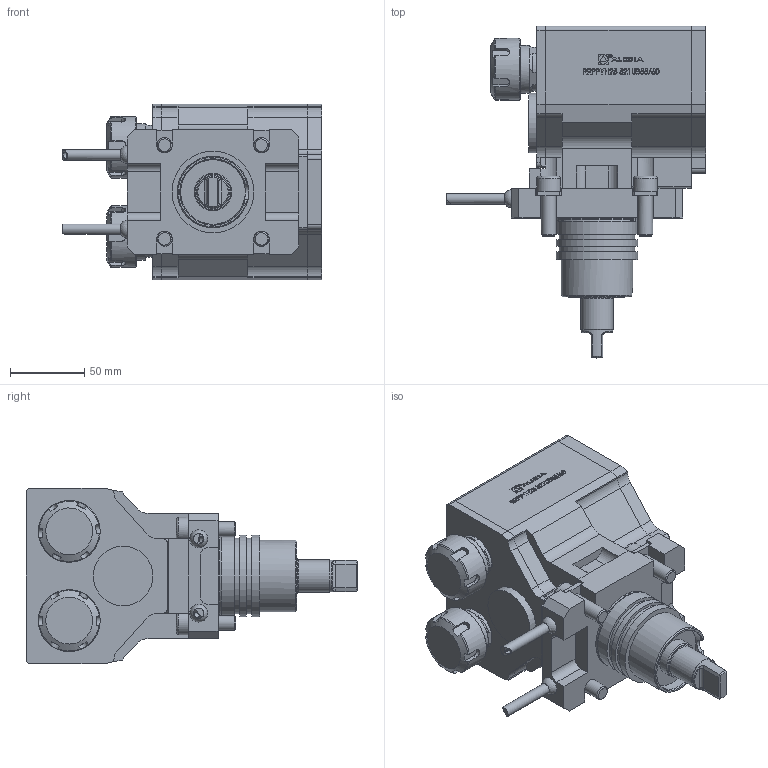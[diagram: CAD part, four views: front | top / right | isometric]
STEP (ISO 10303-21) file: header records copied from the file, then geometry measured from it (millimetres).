
FILE_DESCRIPTION (( 'STEP AP214' ), '1' );
FILE_NAME ('RRPPYH25521UB5560.STEP', '2025-07-19T08:19:35', ( '' ), ( '' ), 'SwSTEP 2.0', 'SolidWorks 2023', '' );
FILE_SCHEMA (( 'AUTOMOTIVE_DESIGN' ));
Length unit declared in the file: millimetre
Products named in the file (1): RRPPYH25521UB5560
Bounding box: 174.2 x 223 x 118 mm (x, y, z)
Volume: 1575957.9 mm3; surface area: 121970.4 mm2
Topology: 1 solids, 1 shells, 794 faces, 2097 edges, 1376 vertices
Faces by surface type: plane 471, cylinder 153, bspline 109, torus 34, cone 25, sphere 2
Full cylindrical faces by diameter (mm): 1.7 x1, 2.1 x1, 4 x2, 6.366 x1, 7 x2, 10 x4, 16 x4, 21.5 x1, 22 x1, 25 x1, 32 x2, 40 x1, 41.5 x2, 43.5 x1, 48 x1, 50.8 x2, 54.6 x1, 55 x3
Entity records: 35105 total; most frequent: CARTESIAN_POINT 12707, ORIENTED_EDGE 4036, DIRECTION 3343, EDGE_CURVE 2018, VERTEX_POINT 1349, VECTOR 1289, LINE 1289, AXIS2_PLACEMENT_3D 1027
